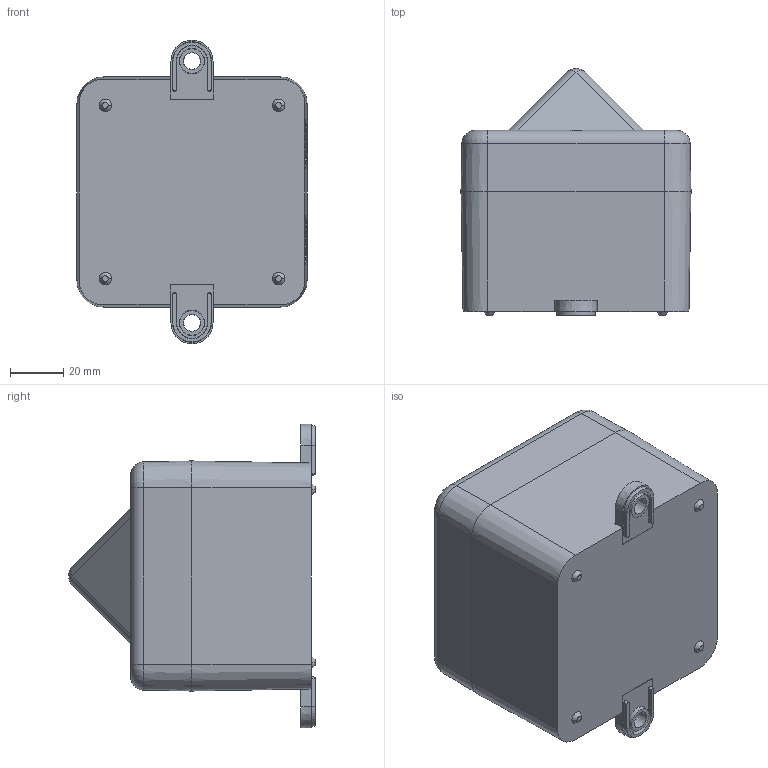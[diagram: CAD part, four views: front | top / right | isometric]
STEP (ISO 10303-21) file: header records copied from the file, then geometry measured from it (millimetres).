
FILE_DESCRIPTION (( 'STEP AP203' ), '1' );
FILE_NAME ('D185-05-001-3D_Issue_A [M].STEP', '2021-04-16T13:45:52', ( '' ), ( '' ), 'SwSTEP 2.0', 'SolidWorks 2020', '' );
FILE_SCHEMA (( 'CONFIG_CONTROL_DESIGN' ));
Length unit declared in the file: millimetre
Products named in the file (1): D185-05-001-3D_Issue_A [M]
Bounding box: 86.4 x 92.73 x 114.06 mm (x, y, z)
Volume: 485848.9 mm3; surface area: 82054.5 mm2
Topology: 1 solids, 25 shells, 1123 faces, 3002 edges, 1942 vertices
Faces by surface type: plane 445, cylinder 330, cone 154, torus 150, bspline 38, sphere 6
Entity records: 39823 total; most frequent: CARTESIAN_POINT 13682, ORIENTED_EDGE 5972, DIRECTION 4822, EDGE_CURVE 2986, VERTEX_POINT 1940, AXIS2_PLACEMENT_3D 1798, LINE 1226, VECTOR 1226
